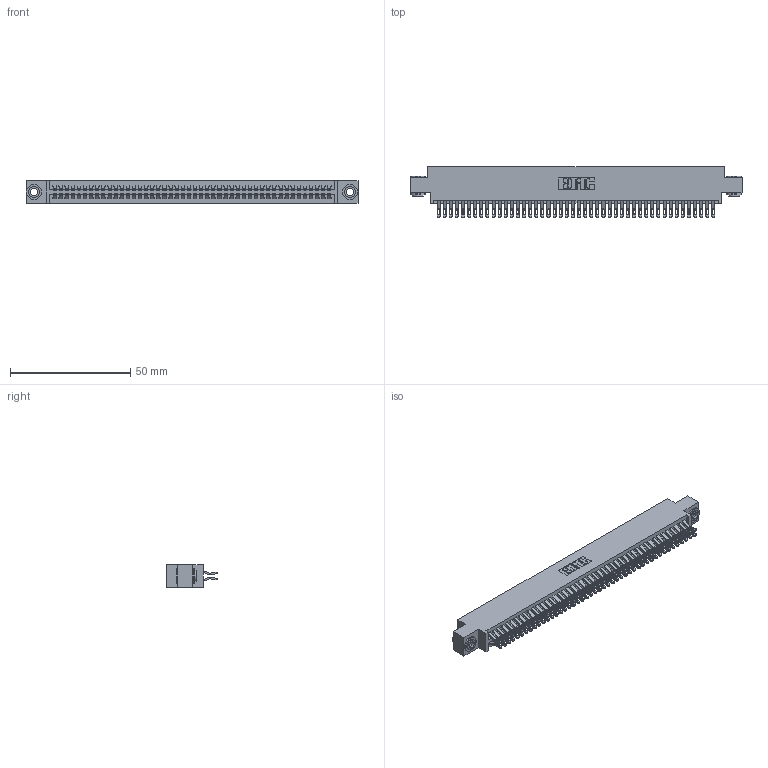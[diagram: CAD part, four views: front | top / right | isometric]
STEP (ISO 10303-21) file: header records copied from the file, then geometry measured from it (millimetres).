
FILE_DESCRIPTION (( 'STEP AP203' ), '1' );
FILE_NAME ('395-092-555-803.STEP', '2019-10-25T20:11:43', ( '' ), ( '' ), 'SwSTEP 2.0', 'SolidWorks 2016', '' );
FILE_SCHEMA (( 'CONFIG_CONTROL_DESIGN' ));
Length unit declared in the file: inch
Products named in the file (4): 395-092-555-803; 345 Part_0.170 Offset - 0.156 Dia-TH; 345-292-001_555 Tail; 345-250-002_345-250-002-102
Assembly tree (95 placements, depth 2):
  395-092-555-803
    345 Part_0.170 Offset - 0.156 Dia-TH
    345-292-001_555 Tail  x92
    345-250-002_345-250-002-102  x2
Bounding box: 138.05 x 21.13 x 9.4 mm (x, y, z)
Volume: 13620.2 mm3; surface area: 21486.9 mm2
Topology: 95 solids, 95 shells, 5320 faces, 16713 edges, 11138 vertices
Faces by surface type: plane 2946, cylinder 2366, cone 8
Entity records: 36662 total; most frequent: CARTESIAN_POINT 6153, ORIENTED_EDGE 6050, DIRECTION 5419, EDGE_CURVE 3025, VECTOR 2665, LINE 2665, VERTEX_POINT 2014, AXIS2_PLACEMENT_3D 1377
